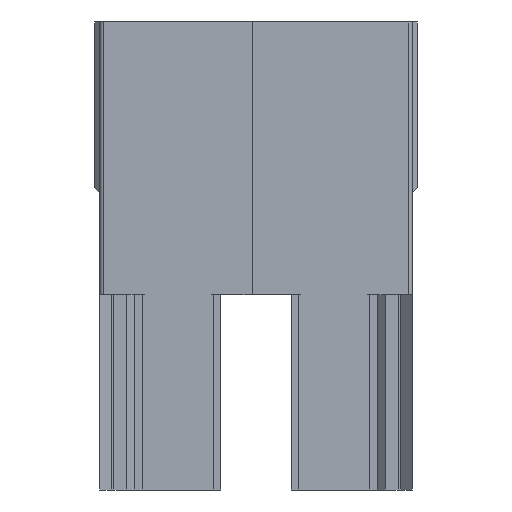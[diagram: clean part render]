
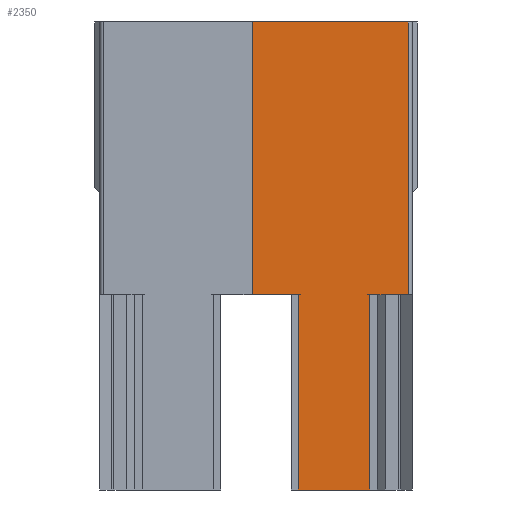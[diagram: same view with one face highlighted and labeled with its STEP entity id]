
A CAD part, front view. The second image highlights one B-rep face of the part: STEP entity #2350.
In plain terms, the highlighted planar face has unit normal (0, -1, 0).
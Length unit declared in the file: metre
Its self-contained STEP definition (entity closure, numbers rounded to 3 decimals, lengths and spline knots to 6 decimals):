
#385=ORIENTED_EDGE('',*,*,#940,.F.);
#386=ORIENTED_EDGE('',*,*,#972,.T.);
#387=ORIENTED_EDGE('',*,*,#973,.F.);
#388=ORIENTED_EDGE('',*,*,#853,.T.);
#389=ORIENTED_EDGE('',*,*,#934,.T.);
#390=ORIENTED_EDGE('',*,*,#974,.T.);
#391=ORIENTED_EDGE('',*,*,#949,.T.);
#392=ORIENTED_EDGE('',*,*,#975,.T.);
#853=EDGE_CURVE('',#1179,#1178,#1409,.T.);
#934=EDGE_CURVE('',#1178,#1231,#1468,.T.);
#940=EDGE_CURVE('',#1235,#1236,#1474,.T.);
#949=EDGE_CURVE('',#1243,#1244,#1483,.T.);
#972=EDGE_CURVE('',#1235,#1257,#1506,.T.);
#973=EDGE_CURVE('',#1179,#1257,#1507,.T.);
#974=EDGE_CURVE('',#1231,#1243,#1508,.T.);
#975=EDGE_CURVE('',#1244,#1236,#1509,.T.);
#1178=VERTEX_POINT('',#3369);
#1179=VERTEX_POINT('',#3371);
#1231=VERTEX_POINT('',#3586);
#1235=VERTEX_POINT('',#3598);
#1236=VERTEX_POINT('',#3600);
#1243=VERTEX_POINT('',#3619);
#1244=VERTEX_POINT('',#3620);
#1257=VERTEX_POINT('',#3664);
#1409=LINE('',#3370,#1699);
#1468=LINE('',#3587,#1758);
#1474=LINE('',#3599,#1764);
#1483=LINE('',#3618,#1773);
#1506=LINE('',#3663,#1796);
#1507=LINE('',#3665,#1797);
#1508=LINE('',#3666,#1798);
#1509=LINE('',#3667,#1799);
#1699=VECTOR('',#2714,1.);
#1758=VECTOR('',#2831,1.);
#1764=VECTOR('',#2841,1.);
#1773=VECTOR('',#2856,1.);
#1796=VECTOR('',#2895,1.);
#1797=VECTOR('',#2896,1.);
#1798=VECTOR('',#2897,1.);
#1799=VECTOR('',#2898,1.);
#1965=EDGE_LOOP('',(#385,#386,#387,#388,#389,#390,#391,#392));
#2107=FACE_BOUND('',#1965,.T.);
#2242=PLANE('',#2493);
#2350=ADVANCED_FACE('',(#2107),#2242,.F.);
#2493=AXIS2_PLACEMENT_3D('',#3662,#2893,#2894);
#2714=DIRECTION('',(-1.,0.,0.));
#2831=DIRECTION('',(0.,0.,-1.));
#2841=DIRECTION('',(0.,0.,-1.));
#2856=DIRECTION('',(0.,0.,-1.));
#2893=DIRECTION('',(0.,1.,0.));
#2894=DIRECTION('',(0.,0.,1.));
#2895=DIRECTION('',(1.,0.,0.));
#2896=DIRECTION('',(0.,0.,-1.));
#2897=DIRECTION('',(1.,0.,0.));
#2898=DIRECTION('',(1.,0.,0.));
#3369=CARTESIAN_POINT('',(-0.0005,-0.054014,0.03695));
#3370=CARTESIAN_POINT('',(0.01,-0.054014,0.03695));
#3371=CARTESIAN_POINT('',(0.0195,-0.054014,0.03695));
#3586=CARTESIAN_POINT('',(-0.0005,-0.054014,0.002032));
#3587=CARTESIAN_POINT('',(-0.0005,-0.054014,0.036952));
#3598=CARTESIAN_POINT('',(0.01458,-0.054014,0.002032));
#3599=CARTESIAN_POINT('',(0.01458,-0.054014,0.036952));
#3600=CARTESIAN_POINT('',(0.01458,-0.054014,-0.022968));
#3618=CARTESIAN_POINT('',(0.00542,-0.054014,0.036952));
#3619=CARTESIAN_POINT('',(0.00542,-0.054014,0.002032));
#3620=CARTESIAN_POINT('',(0.00542,-0.054014,-0.022968));
#3662=CARTESIAN_POINT('',(0.01,-0.054014,0.036952));
#3663=CARTESIAN_POINT('',(0.01704,-0.054014,0.002032));
#3664=CARTESIAN_POINT('',(0.0195,-0.054014,0.002032));
#3665=CARTESIAN_POINT('',(0.0195,-0.054014,0.036952));
#3666=CARTESIAN_POINT('',(0.00296,-0.054014,0.002032));
#3667=CARTESIAN_POINT('',(0.01,-0.054014,-0.022968));
